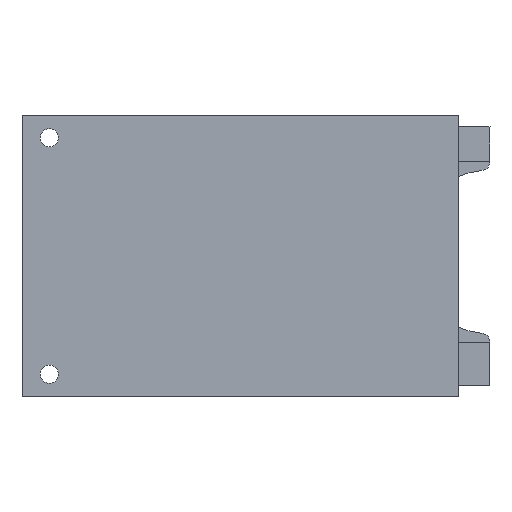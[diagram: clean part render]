
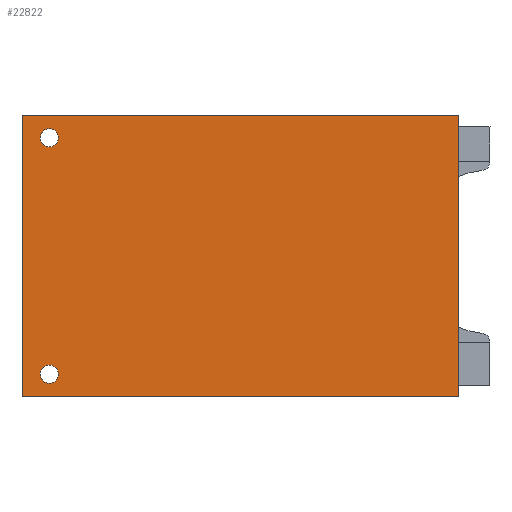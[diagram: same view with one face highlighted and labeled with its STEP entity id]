
A CAD part, front view. The second image highlights one B-rep face of the part: STEP entity #22822.
In plain terms, the highlighted planar face has unit normal (0, -1, 0).
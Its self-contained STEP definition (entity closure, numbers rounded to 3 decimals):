
#355 = LINE ( 'NONE', #14365, #14474 ) ;
#404 = ORIENTED_EDGE ( 'NONE', *, *, #6184, .F. ) ;
#882 = ORIENTED_EDGE ( 'NONE', *, *, #6781, .T. ) ;
#1362 = FACE_OUTER_BOUND ( 'NONE', #18773, .T. ) ;
#1460 = EDGE_CURVE ( 'NONE', #4388, #7661, #17727, .T. ) ;
#1483 = CARTESIAN_POINT ( 'NONE',  ( -21., 0., 12. ) ) ;
#1781 = EDGE_LOOP ( 'NONE', ( #882, #20358 ) ) ;
#1837 = VERTEX_POINT ( 'NONE', #3781 ) ;
#1990 = EDGE_CURVE ( 'NONE', #4068, #6183, #18245, .T. ) ;
#2576 = VECTOR ( 'NONE', #3549, 1000. ) ;
#2588 = CARTESIAN_POINT ( 'NONE',  ( 24., 0., -15.5 ) ) ;
#2758 = CARTESIAN_POINT ( 'NONE',  ( -21., 0., -12. ) ) ;
#2913 = CARTESIAN_POINT ( 'NONE',  ( 24., 0., 15.5 ) ) ;
#3072 = CARTESIAN_POINT ( 'NONE',  ( -21., 0., -13. ) ) ;
#3152 = LINE ( 'NONE', #14594, #2576 ) ;
#3189 = DIRECTION ( 'NONE',  ( 0., 0., 1. ) ) ;
#3446 = PLANE ( 'NONE',  #17329 ) ;
#3549 = DIRECTION ( 'NONE',  ( 1., 0., 0. ) ) ;
#3781 = CARTESIAN_POINT ( 'NONE',  ( -24., 0., 15.5 ) ) ;
#4040 = ORIENTED_EDGE ( 'NONE', *, *, #6823, .T. ) ;
#4068 = VERTEX_POINT ( 'NONE', #2588 ) ;
#4134 = VECTOR ( 'NONE', #12256, 1000. ) ;
#4388 = VERTEX_POINT ( 'NONE', #5434 ) ;
#4663 = CARTESIAN_POINT ( 'NONE',  ( -21., 0., 13. ) ) ;
#4919 = DIRECTION ( 'NONE',  ( 0., 0., 1. ) ) ;
#4945 = VECTOR ( 'NONE', #3189, 1000. ) ;
#4968 = ORIENTED_EDGE ( 'NONE', *, *, #10213, .T. ) ;
#5127 = CARTESIAN_POINT ( 'NONE',  ( -21., 0., 13. ) ) ;
#5363 = DIRECTION ( 'NONE',  ( 0., -1., 0. ) ) ;
#5434 = CARTESIAN_POINT ( 'NONE',  ( -21., 0., -14. ) ) ;
#5772 = AXIS2_PLACEMENT_3D ( 'NONE', #6809, #19734, #8666 ) ;
#5804 = ORIENTED_EDGE ( 'NONE', *, *, #14495, .F. ) ;
#6183 = VERTEX_POINT ( 'NONE', #23547 ) ;
#6184 = EDGE_CURVE ( 'NONE', #14359, #4068, #355, .T. ) ;
#6485 = DIRECTION ( 'NONE',  ( 0., 0., 1. ) ) ;
#6650 = ORIENTED_EDGE ( 'NONE', *, *, #1990, .F. ) ;
#6781 = EDGE_CURVE ( 'NONE', #7661, #4388, #9831, .T. ) ;
#6809 = CARTESIAN_POINT ( 'NONE',  ( -21., 0., -13. ) ) ;
#6823 = EDGE_CURVE ( 'NONE', #22335, #16142, #17344, .T. ) ;
#6970 = DIRECTION ( 'NONE',  ( 0., 0., 1. ) ) ;
#7661 = VERTEX_POINT ( 'NONE', #2758 ) ;
#8569 = AXIS2_PLACEMENT_3D ( 'NONE', #5127, #18011, #6970 ) ;
#8666 = DIRECTION ( 'NONE',  ( 0., 0., 1. ) ) ;
#8677 = AXIS2_PLACEMENT_3D ( 'NONE', #4663, #17554, #6485 ) ;
#9831 = CIRCLE ( 'NONE', #5772, 1. ) ;
#10213 = EDGE_CURVE ( 'NONE', #16142, #22335, #13294, .T. ) ;
#10559 = FACE_BOUND ( 'NONE', #10983, .T. ) ;
#10983 = EDGE_LOOP ( 'NONE', ( #4040, #4968 ) ) ;
#12099 = CARTESIAN_POINT ( 'NONE',  ( -24., 0., -15.5 ) ) ;
#12256 = DIRECTION ( 'NONE',  ( -1., 0., 0. ) ) ;
#13294 = CIRCLE ( 'NONE', #8677, 1. ) ;
#14185 = LINE ( 'NONE', #16078, #4945 ) ;
#14359 = VERTEX_POINT ( 'NONE', #2913 ) ;
#14365 = CARTESIAN_POINT ( 'NONE',  ( 24., 0., 15.5 ) ) ;
#14474 = VECTOR ( 'NONE', #16275, 1000. ) ;
#14495 = EDGE_CURVE ( 'NONE', #1837, #14359, #3152, .T. ) ;
#14594 = CARTESIAN_POINT ( 'NONE',  ( -24., 0., 15.5 ) ) ;
#15480 = FACE_BOUND ( 'NONE', #1781, .T. ) ;
#15957 = DIRECTION ( 'NONE',  ( 0., 1., 0. ) ) ;
#16078 = CARTESIAN_POINT ( 'NONE',  ( -24., 0., 15.5 ) ) ;
#16142 = VERTEX_POINT ( 'NONE', #1483 ) ;
#16275 = DIRECTION ( 'NONE',  ( 0., 0., -1. ) ) ;
#16407 = CARTESIAN_POINT ( 'NONE',  ( 0., 0., 0. ) ) ;
#17329 = AXIS2_PLACEMENT_3D ( 'NONE', #16407, #5363, #18266 ) ;
#17344 = CIRCLE ( 'NONE', #8569, 1. ) ;
#17354 = ORIENTED_EDGE ( 'NONE', *, *, #17596, .F. ) ;
#17554 = DIRECTION ( 'NONE',  ( 0., 1., 0. ) ) ;
#17596 = EDGE_CURVE ( 'NONE', #6183, #1837, #14185, .T. ) ;
#17727 = CIRCLE ( 'NONE', #18093, 1. ) ;
#18011 = DIRECTION ( 'NONE',  ( 0., 1., 0. ) ) ;
#18093 = AXIS2_PLACEMENT_3D ( 'NONE', #3072, #15957, #4919 ) ;
#18245 = LINE ( 'NONE', #12099, #4134 ) ;
#18266 = DIRECTION ( 'NONE',  ( 0., 0., -1. ) ) ;
#18773 = EDGE_LOOP ( 'NONE', ( #404, #5804, #17354, #6650 ) ) ;
#19734 = DIRECTION ( 'NONE',  ( 0., 1., 0. ) ) ;
#20358 = ORIENTED_EDGE ( 'NONE', *, *, #1460, .T. ) ;
#20480 = CARTESIAN_POINT ( 'NONE',  ( -21., 0., 14. ) ) ;
#22335 = VERTEX_POINT ( 'NONE', #20480 ) ;
#22822 = ADVANCED_FACE ( 'NONE', ( #10559, #15480, #1362 ), #3446, .T. ) ;
#23547 = CARTESIAN_POINT ( 'NONE',  ( -24., 0., -15.5 ) ) ;
